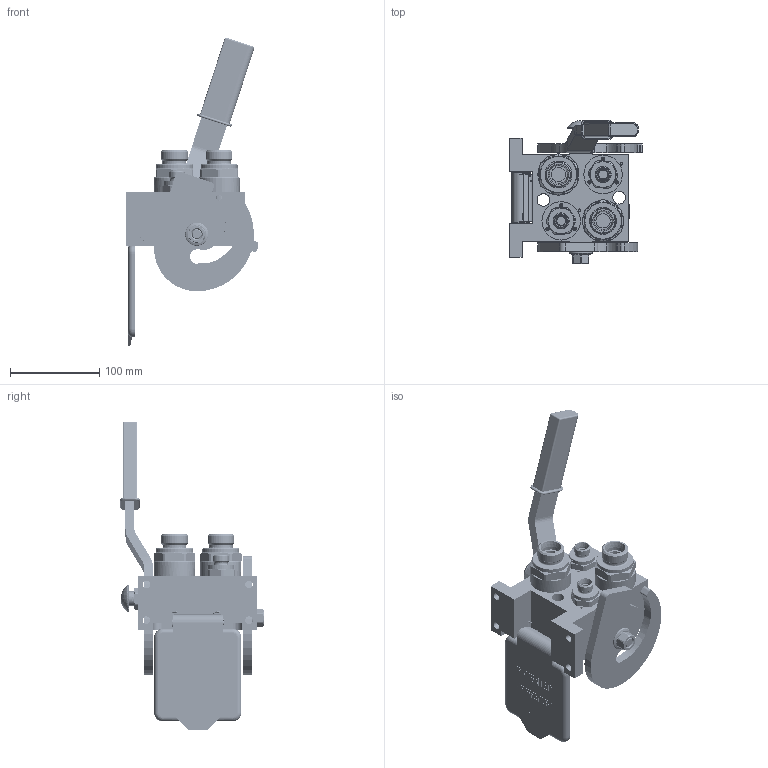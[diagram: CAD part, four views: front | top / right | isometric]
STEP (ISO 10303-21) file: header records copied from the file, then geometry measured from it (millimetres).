
FILE_DESCRIPTION (( 'STEP AP214' ), '1' );
FILE_NAME ('FASTER.step', '2023-11-14T19:58:35', ( '' ), ( '' ), 'SwSTEP 2.0', 'SolidWorks 2017', '' );
FILE_SCHEMA (( 'AUTOMOTIVE_DESIGN' ));
Length unit declared in the file: millimetre
Products named in the file (36): 4830_022_0000_011; A_2ffnb12-2_18_f; 2ffnb12-2_18_f; 4250_014_1000_000; 1540_080_0012_000; or2_62x17_86; or1_5x7_m; et011; 4850_024_6001_021; 4850_024_6003_010; 0048_042_0412_000; 4830_001_0005_301; curs_molla_12; 4340_014_0000_000; 4830_020_0000_033; 4830_025_2000_000; 4850_024_6003_000_ASM; A_2ffnb34-3_302f; 4142_072_1000_300; 2ffnb34-3_302f; curs_molla_34; 4820_001_0004_000; P510_F_ALB_BASE; 4150_072_1000_200; 4810_001_0001_014; 4830_025_0000_001; 4830_001_0005_300; 4830_070_0000_001; sicura_p5; FASTER; 4850_024_6002_020; 4850_024_6003_000; 4830_025_1000_000; 4830_024_0001_012
Assembly tree (38 placements, depth 4):
  FASTER
    P510_F_ALB_BASE
      4830_020_0000_033
      4830_025_1000_000
      4820_001_0004_000
      4810_001_0001_014
      4830_022_0000_011
      4830_070_0000_001
      4830_001_0005_300
      4830_001_0005_301
      or2_62x17_86  x2
    A_2ffnb34-3_302f  x2
      curs_molla_34
        4150_072_1000_200
        4250_014_1000_000
      2ffnb34-3_302f
        2ffnb34-3_302f
    A_2ffnb12-2_18_f  x2
      curs_molla_12
        4340_014_0000_000
        4142_072_1000_300
      2ffnb12-2_18_f
        2ffnb12-2_18_f
    4850_024_6003_000
      4850_024_6003_000_ASM
        4850_024_6003_010
        4850_024_6001_021
      sicura_p5
        4830_025_0000_001
        or1_5x7_m
        0048_042_0412_000
      1540_080_0012_000
      4830_025_2000_000
      4830_024_0001_012
      4850_024_6002_020
    et011
Bounding box: 148.95 x 161.17 x 346.17 mm (x, y, z)
Volume: 200368.6 mm3; surface area: 332045.8 mm2
Topology: 24 solids, 62 shells, 4133 faces, 10989 edges, 7046 vertices
Faces by surface type: plane 2320, cylinder 808, cone 366, bspline 319, torus 271, sphere 49
Entity records: 148168 total; most frequent: CARTESIAN_POINT 55040, ORIENTED_EDGE 18469, DIRECTION 16960, EDGE_CURVE 9396, VECTOR 6502, LINE 6502, VERTEX_POINT 6049, AXIS2_PLACEMENT_3D 5229
